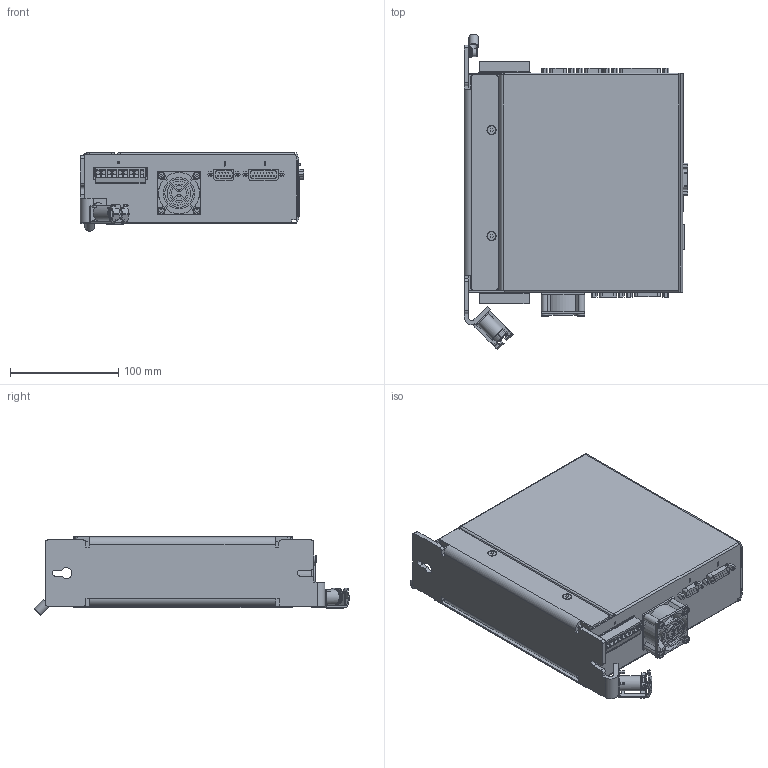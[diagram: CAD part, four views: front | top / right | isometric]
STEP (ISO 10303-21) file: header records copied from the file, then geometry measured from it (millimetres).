
FILE_DESCRIPTION(/* description */ ('STEP AP214'),/* implementation_level */ '2;1');
FILE_NAME(/* name */ '1501326_CMMP-AS-C5-3A-M3',/* time_stamp */ '2024-08-05T18:37:52+02:00',/* author */ ('License CC BY-ND 4.0'),/* organization */ ('CADENAS'),/* preprocessor_version */ 'ST-DEVELOPER v19.3',/* originating_system */ 'PARTsolutions',/* authorisation */ ' ');
FILE_SCHEMA (('AUTOMOTIVE_DESIGN {1 0 10303 214 3 1 1}'));
Products named in the file (7): 1501326 CMMP-AS-C5-3A-M3; 1501326 CMMP-AS-C5-3A-M3---(P1); 3299023 CMMD-AS-C8-3A; 1659228 NEKM-C-7---(1); 1501326 CMMP-AS-C5-3A-M3---(P4); 3299001 CMMD-AS-C8-3A---(A); 1798524 CMMP-AF---(AF)
Assembly tree (8 placements, depth 2):
  1501326 CMMP-AS-C5-3A-M3
    1501326 CMMP-AS-C5-3A-M3---(P1)
    3299023 CMMD-AS-C8-3A
    1659228 NEKM-C-7---(1)  x2
    1501326 CMMP-AS-C5-3A-M3---(P4)
    3299001 CMMD-AS-C8-3A---(A)  x2
    1798524 CMMP-AF---(AF)
Bounding box: 206.83 x 291.7 x 72.4 mm (x, y, z)
Volume: 2248793.4 mm3; surface area: 258454.8 mm2
Topology: 8 solids, 8 shells, 2351 faces, 5971 edges, 3910 vertices
Faces by surface type: plane 1807, cylinder 513, cone 22, torus 9
Full cylindrical faces by diameter (mm): 0.39 x1, 0.48 x4, 0.7 x9, 0.8 x67, 1.4 x18, 1.567 x12, 2.4 x6, 2.8 x18, 3 x7, 3.242 x2, 3.78 x18, 4 x22, 6.8 x1, 7 x1, 7.6 x1, 8 x4, 8.6 x1, 8.9 x1, 9 x2, 9.46 x1, 11.78 x1, 14.18 x1, 22 x1, 38 x1
Entity records: 71243 total; most frequent: CARTESIAN_POINT 10254, DIRECTION 9861, ORIENTED_EDGE 9670, EDGE_CURVE 4835, LINE 3765, VECTOR 3765, VERTEX_POINT 3284, AXIS2_PLACEMENT_3D 3048
